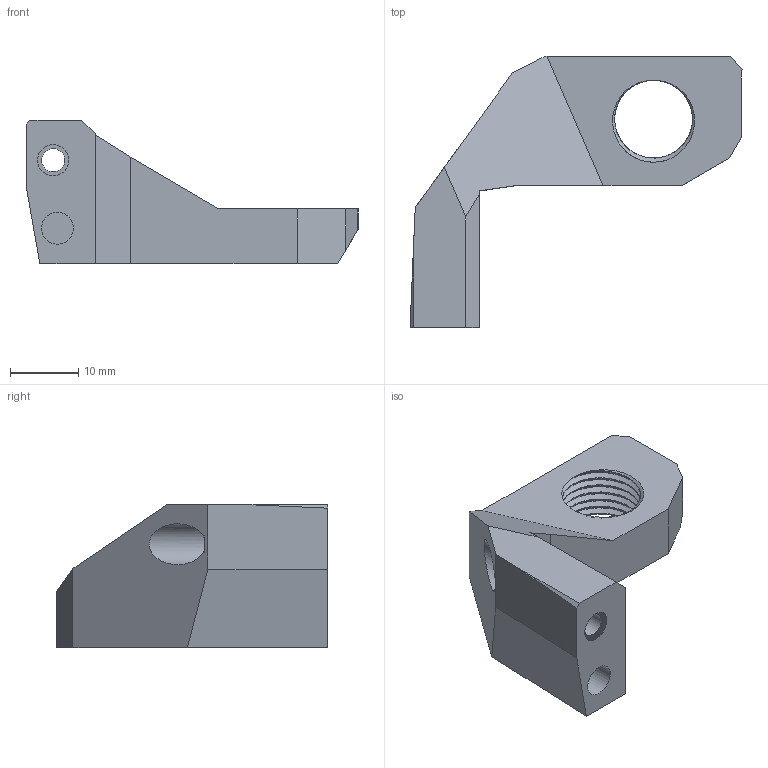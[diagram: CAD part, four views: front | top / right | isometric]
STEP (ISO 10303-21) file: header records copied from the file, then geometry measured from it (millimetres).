
FILE_DESCRIPTION(/* description */ (''),/* implementation_level */ '2;1');
FILE_NAME(/* name */ 'cw2_umbPG7_skinnyy.step',/* time_stamp */ '2022-10-17T12:44:56-07:00',/* author */ (''),/* organization */ (''),/* preprocessor_version */ 'ST-DEVELOPER v19',/* originating_system */ 'Autodesk Translation Framework v11.7.0.108',/* authorisation */ '');
FILE_SCHEMA (('AUTOMOTIVE_DESIGN { 1 0 10303 214 3 1 1 }'));
Length unit declared in the file: millimetre
Products named in the file (1): cw2_umbPG7_skinnyy
Bounding box: 48.73 x 39.8 x 21.06 mm (x, y, z)
Volume: 9604.5 mm3; surface area: 4517 mm2
Topology: 1 solids, 1 shells, 43 faces, 116 edges, 77 vertices
Faces by surface type: plane 22, cylinder 18, bspline 2, cone 1
Full cylindrical faces by diameter (mm): 3.4 x1, 4.7 x1, 11.43 x5, 12.65 x6
Entity records: 3307 total; most frequent: CARTESIAN_POINT 2241, ORIENTED_EDGE 232, DIRECTION 177, EDGE_CURVE 116, VERTEX_POINT 77, LINE 71, VECTOR 71, AXIS2_PLACEMENT_3D 53
